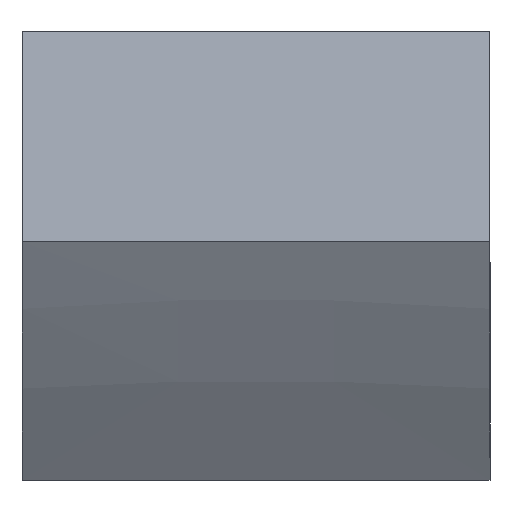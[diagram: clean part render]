
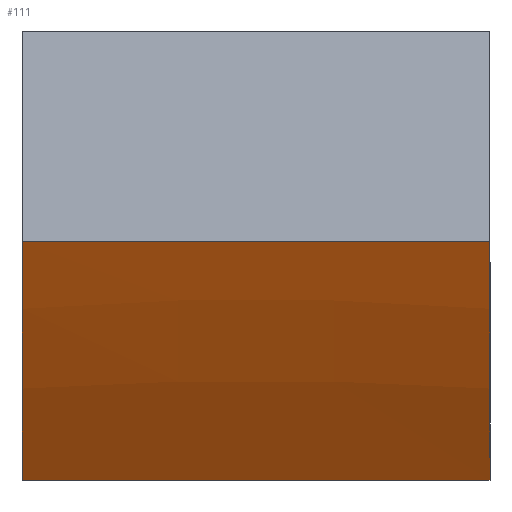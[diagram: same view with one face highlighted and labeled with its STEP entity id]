
A CAD part, left-side view. The second image highlights one B-rep face of the part: STEP entity #111.
In plain terms, the highlighted free-form (B-spline) face has degree [3, 3] with [4, 7] control points.
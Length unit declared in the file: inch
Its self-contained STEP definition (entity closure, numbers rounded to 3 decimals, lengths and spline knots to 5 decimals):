
#16=B_SPLINE_SURFACE_WITH_KNOTS('',3,3,((#253,#254,#255,#256,#257,#258,
#259),(#260,#261,#262,#263,#264,#265,#266),(#267,#268,#269,#270,#271,#272,
#273),(#274,#275,#276,#277,#278,#279,#280)),.UNSPECIFIED.,.F.,.F.,.F.,(4,
4),(4,1,1,1,4),(-19.05,0.),(1.97756,2.06258,2.16159,
2.25725,2.26531),.UNSPECIFIED.);
#25=FACE_OUTER_BOUND('',#32,.T.);
#32=EDGE_LOOP('',(#91,#92,#93,#94));
#38=B_SPLINE_CURVE_WITH_KNOTS('',3,(#164,#165,#166,#167,#168,#169),
 .UNSPECIFIED.,.F.,.F.,(4,2,4),(-19.05,-9.525,0.),.UNSPECIFIED.);
#43=B_SPLINE_CURVE_WITH_KNOTS('',3,(#201,#202,#203,#204,#205,#206),
 .UNSPECIFIED.,.F.,.F.,(4,2,4),(-19.05,-9.525,0.),.UNSPECIFIED.);
#45=B_SPLINE_CURVE_WITH_KNOTS('',3,(#239,#240,#241,#242,#243,#244,#245),
 .UNSPECIFIED.,.F.,.F.,(4,1,1,1,4),(1.97756,2.06258,2.16159,
2.25725,2.26531),.UNSPECIFIED.);
#47=B_SPLINE_CURVE_WITH_KNOTS('',3,(#281,#282,#283,#284,#285,#286,#287),
 .UNSPECIFIED.,.F.,.F.,(4,1,1,1,4),(1.97756,2.06258,2.16159,
2.25725,2.26531),.UNSPECIFIED.);
#50=VERTEX_POINT('',#143);
#52=VERTEX_POINT('',#157);
#57=VERTEX_POINT('',#195);
#58=VERTEX_POINT('',#200);
#62=EDGE_CURVE('',#50,#52,#38,.T.);
#68=EDGE_CURVE('',#58,#57,#43,.T.);
#70=EDGE_CURVE('',#50,#57,#45,.T.);
#72=EDGE_CURVE('',#52,#58,#47,.T.);
#91=ORIENTED_EDGE('',*,*,#62,.T.);
#92=ORIENTED_EDGE('',*,*,#72,.T.);
#93=ORIENTED_EDGE('',*,*,#68,.T.);
#94=ORIENTED_EDGE('',*,*,#70,.F.);
#111=ADVANCED_FACE('',(#25),#16,.T.);
#143=CARTESIAN_POINT('',(27.10123,0.25,23.41936));
#157=CARTESIAN_POINT('',(27.10123,7.75,23.41936));
#164=CARTESIAN_POINT('Ctrl Pts',(27.10123,0.25,23.41936));
#165=CARTESIAN_POINT('Ctrl Pts',(27.10123,1.5,23.41936));
#166=CARTESIAN_POINT('Ctrl Pts',(27.10123,2.75,23.41936));
#167=CARTESIAN_POINT('Ctrl Pts',(27.10123,5.25,23.41936));
#168=CARTESIAN_POINT('Ctrl Pts',(27.10123,6.5,23.41936));
#169=CARTESIAN_POINT('Ctrl Pts',(27.10123,7.75,23.41936));
#195=CARTESIAN_POINT('',(43.8407,0.25,19.59334));
#200=CARTESIAN_POINT('',(43.8407,7.75,19.59334));
#201=CARTESIAN_POINT('Ctrl Pts',(43.8407,7.75,19.59334));
#202=CARTESIAN_POINT('Ctrl Pts',(43.8407,6.5,19.59334));
#203=CARTESIAN_POINT('Ctrl Pts',(43.8407,5.25,19.59334));
#204=CARTESIAN_POINT('Ctrl Pts',(43.8407,2.75,19.59334));
#205=CARTESIAN_POINT('Ctrl Pts',(43.8407,1.5,19.59334));
#206=CARTESIAN_POINT('Ctrl Pts',(43.8407,0.25,19.59334));
#239=CARTESIAN_POINT('Ctrl Pts',(27.10123,0.25,23.41936));
#240=CARTESIAN_POINT('Ctrl Pts',(28.88405,0.25,23.13346));
#241=CARTESIAN_POINT('Ctrl Pts',(32.67251,0.25,22.45348));
#242=CARTESIAN_POINT('Ctrl Pts',(38.15252,0.25,21.22707));
#243=CARTESIAN_POINT('Ctrl Pts',(41.87352,0.25,20.1987));
#244=CARTESIAN_POINT('Ctrl Pts',(43.69929,0.25,19.63719));
#245=CARTESIAN_POINT('Ctrl Pts',(43.8407,0.25,19.59334));
#253=CARTESIAN_POINT('Ctrl Pts',(27.10123,0.25,23.41936));
#254=CARTESIAN_POINT('Ctrl Pts',(28.88405,0.25,23.13346));
#255=CARTESIAN_POINT('Ctrl Pts',(32.67251,0.25,22.45348));
#256=CARTESIAN_POINT('Ctrl Pts',(38.15252,0.25,21.22707));
#257=CARTESIAN_POINT('Ctrl Pts',(41.87352,0.25,20.1987));
#258=CARTESIAN_POINT('Ctrl Pts',(43.69929,0.25,19.63719));
#259=CARTESIAN_POINT('Ctrl Pts',(43.8407,0.25,19.59334));
#260=CARTESIAN_POINT('Ctrl Pts',(27.10123,2.75,23.41936));
#261=CARTESIAN_POINT('Ctrl Pts',(28.88405,2.75,23.13346));
#262=CARTESIAN_POINT('Ctrl Pts',(32.67251,2.75,22.45348));
#263=CARTESIAN_POINT('Ctrl Pts',(38.15252,2.75,21.22707));
#264=CARTESIAN_POINT('Ctrl Pts',(41.87352,2.75,20.1987));
#265=CARTESIAN_POINT('Ctrl Pts',(43.69929,2.75,19.63719));
#266=CARTESIAN_POINT('Ctrl Pts',(43.8407,2.75,19.59334));
#267=CARTESIAN_POINT('Ctrl Pts',(27.10123,5.25,23.41936));
#268=CARTESIAN_POINT('Ctrl Pts',(28.88405,5.25,23.13346));
#269=CARTESIAN_POINT('Ctrl Pts',(32.67251,5.25,22.45348));
#270=CARTESIAN_POINT('Ctrl Pts',(38.15252,5.25,21.22707));
#271=CARTESIAN_POINT('Ctrl Pts',(41.87352,5.25,20.1987));
#272=CARTESIAN_POINT('Ctrl Pts',(43.69929,5.25,19.63719));
#273=CARTESIAN_POINT('Ctrl Pts',(43.8407,5.25,19.59334));
#274=CARTESIAN_POINT('Ctrl Pts',(27.10123,7.75,23.41936));
#275=CARTESIAN_POINT('Ctrl Pts',(28.88405,7.75,23.13346));
#276=CARTESIAN_POINT('Ctrl Pts',(32.67251,7.75,22.45348));
#277=CARTESIAN_POINT('Ctrl Pts',(38.15252,7.75,21.22707));
#278=CARTESIAN_POINT('Ctrl Pts',(41.87352,7.75,20.1987));
#279=CARTESIAN_POINT('Ctrl Pts',(43.69929,7.75,19.63719));
#280=CARTESIAN_POINT('Ctrl Pts',(43.8407,7.75,19.59334));
#281=CARTESIAN_POINT('Ctrl Pts',(27.10123,7.75,23.41936));
#282=CARTESIAN_POINT('Ctrl Pts',(28.88405,7.75,23.13346));
#283=CARTESIAN_POINT('Ctrl Pts',(32.67251,7.75,22.45348));
#284=CARTESIAN_POINT('Ctrl Pts',(38.15252,7.75,21.22707));
#285=CARTESIAN_POINT('Ctrl Pts',(41.87352,7.75,20.1987));
#286=CARTESIAN_POINT('Ctrl Pts',(43.69929,7.75,19.63719));
#287=CARTESIAN_POINT('Ctrl Pts',(43.8407,7.75,19.59334));
